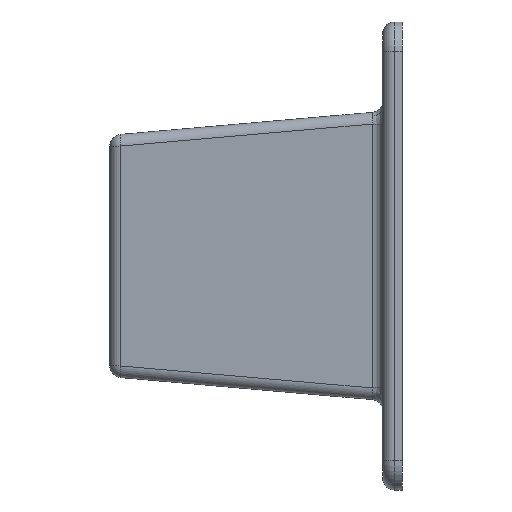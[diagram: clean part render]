
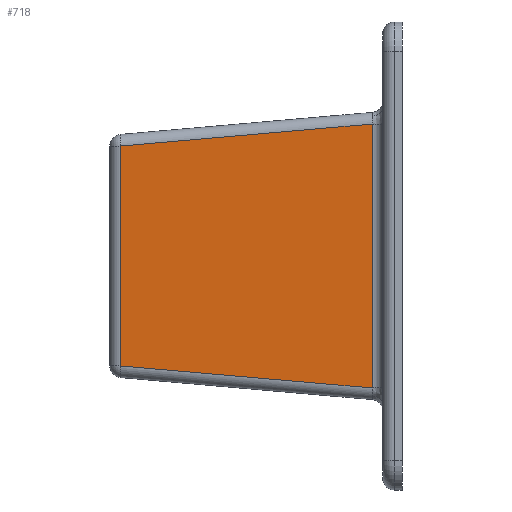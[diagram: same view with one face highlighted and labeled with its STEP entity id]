
A CAD part, left-side view. The second image highlights one B-rep face of the part: STEP entity #718.
In plain terms, the highlighted planar face has unit normal (-0.996, 0.087, 0).
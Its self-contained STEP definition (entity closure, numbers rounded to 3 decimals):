
#10 = VERTEX_POINT ( 'NONE', #1467 ) ;
#77 = EDGE_CURVE ( 'NONE', #10, #436, #709, .T. ) ;
#82 = AXIS2_PLACEMENT_3D ( 'NONE', #1050, #785, #1499 ) ;
#130 = CARTESIAN_POINT ( 'NONE',  ( -62.356, 144.523, 56.379 ) ) ;
#164 = FACE_OUTER_BOUND ( 'NONE', #1329, .T. ) ;
#266 = CARTESIAN_POINT ( 'NONE',  ( -73.646, 15.477, 67.669 ) ) ;
#313 = CARTESIAN_POINT ( 'NONE',  ( -73.646, 15.477, -67.669 ) ) ;
#406 = DIRECTION ( 'NONE',  ( 0., 0., -1. ) ) ;
#412 = EDGE_CURVE ( 'NONE', #1204, #945, #1413, .T. ) ;
#436 = VERTEX_POINT ( 'NONE', #313 ) ;
#457 = DIRECTION ( 'NONE',  ( 0.087, 0.992, -0.087 ) ) ;
#570 = ORIENTED_EDGE ( 'NONE', *, *, #412, .T. ) ;
#583 = LINE ( 'NONE', #1106, #678 ) ;
#678 = VECTOR ( 'NONE', #406, 1000. ) ;
#709 = LINE ( 'NONE', #796, #1225 ) ;
#718 = ADVANCED_FACE ( 'NONE', ( #164 ), #1192, .T. ) ;
#785 = DIRECTION ( 'NONE',  ( -0.996, 0.087, 0. ) ) ;
#796 = CARTESIAN_POINT ( 'NONE',  ( -73.914, 12.41, -67.937 ) ) ;
#890 = CARTESIAN_POINT ( 'NONE',  ( -75.045, -0.515, 69.068 ) ) ;
#934 = DIRECTION ( 'NONE',  ( -0.087, -0.992, -0.087 ) ) ;
#945 = VERTEX_POINT ( 'NONE', #130 ) ;
#1036 = ORIENTED_EDGE ( 'NONE', *, *, #1341, .T. ) ;
#1050 = CARTESIAN_POINT ( 'NONE',  ( -75., 0., 75. ) ) ;
#1083 = VECTOR ( 'NONE', #1719, 1000. ) ;
#1106 = CARTESIAN_POINT ( 'NONE',  ( -62.356, 144.523, 75. ) ) ;
#1127 = ORIENTED_EDGE ( 'NONE', *, *, #77, .T. ) ;
#1192 = PLANE ( 'NONE',  #82 ) ;
#1204 = VERTEX_POINT ( 'NONE', #266 ) ;
#1225 = VECTOR ( 'NONE', #934, 1000. ) ;
#1275 = LINE ( 'NONE', #1737, #1083 ) ;
#1289 = ORIENTED_EDGE ( 'NONE', *, *, #1610, .T. ) ;
#1329 = EDGE_LOOP ( 'NONE', ( #1289, #1127, #1036, #570 ) ) ;
#1339 = VECTOR ( 'NONE', #457, 1000. ) ;
#1341 = EDGE_CURVE ( 'NONE', #436, #1204, #1275, .T. ) ;
#1413 = LINE ( 'NONE', #890, #1339 ) ;
#1467 = CARTESIAN_POINT ( 'NONE',  ( -62.356, 144.523, -56.379 ) ) ;
#1499 = DIRECTION ( 'NONE',  ( -0.087, -0.996, 0. ) ) ;
#1610 = EDGE_CURVE ( 'NONE', #945, #10, #583, .T. ) ;
#1719 = DIRECTION ( 'NONE',  ( 0., 0., 1. ) ) ;
#1737 = CARTESIAN_POINT ( 'NONE',  ( -73.646, 15.477, 75. ) ) ;
